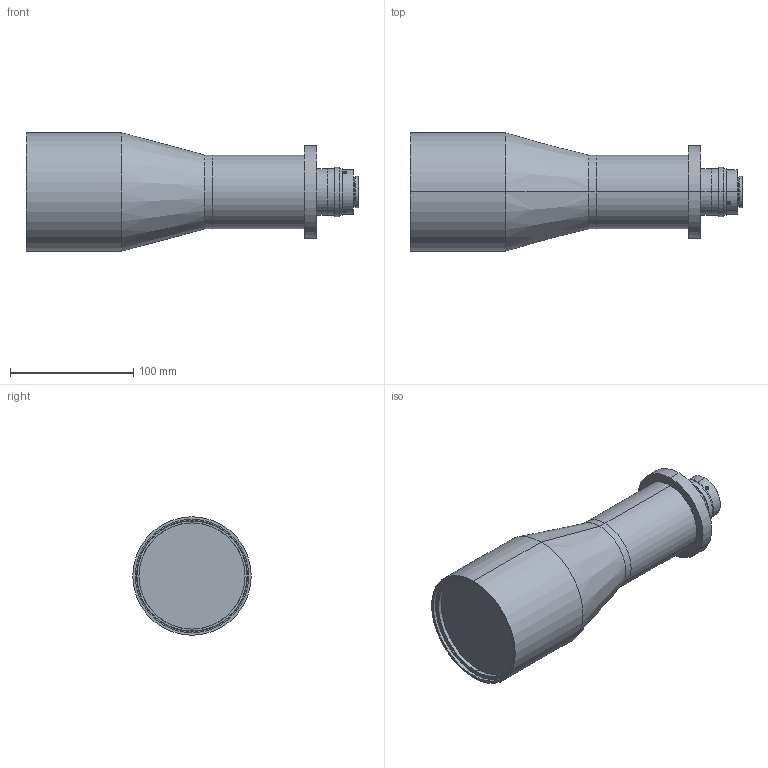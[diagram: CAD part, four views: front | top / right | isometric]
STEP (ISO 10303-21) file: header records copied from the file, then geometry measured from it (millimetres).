
FILE_DESCRIPTION (( 'STEP AP203' ), '1' );
FILE_NAME ('S5LPJ6014.STEP', '2016-01-19T12:34:38', ( 'poweredge' ), ( 'Hewlett-Packard Company' ), 'SwSTEP 2.0', 'SolidWorks 2015', '' );
FILE_SCHEMA (( 'CONFIG_CONTROL_DESIGN' ));
Length unit declared in the file: millimetre
Products named in the file (1): S5LPJ6014
Bounding box: 269.27 x 96 x 96 mm (x, y, z)
Surface area: 82672.2 mm2 (no closed solid volume)
Topology: 0 solids, 19 shells, 110 faces, 290 edges, 201 vertices
Faces by surface type: plane 52, cylinder 40, cone 14, sphere 2, torus 2
Entity records: 3601 total; most frequent: CARTESIAN_POINT 728, DIRECTION 642, ORIENTED_EDGE 480, EDGE_CURVE 290, AXIS2_PLACEMENT_3D 251, VERTEX_POINT 201, CIRCLE 140, VECTOR 140
